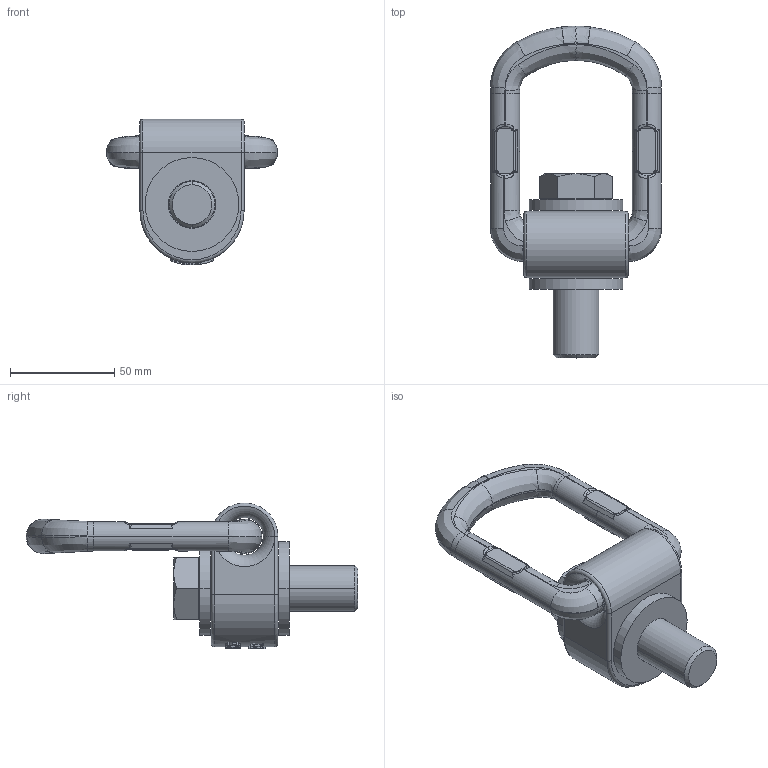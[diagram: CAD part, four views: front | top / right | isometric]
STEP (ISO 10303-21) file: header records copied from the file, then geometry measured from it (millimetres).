
FILE_DESCRIPTION((''),'2;1');
FILE_NAME('001-M35280-P-1_ASM','2016-07-01T',('Andreas.Wendler'),(''),'PRO/ENGINEER BY PARAMETRIC TECHNOLOGY CORPORATION, 2011490','PRO/ENGINEER BY PARAMETRIC TECHNOLOGY CORPORATION, 2011490','');
FILE_SCHEMA(('CONFIG_CONTROL_DESIGN'));
Length unit declared in the file: millimetre
Products named in the file (5): 001-M31215-RT1; 001-M31215-RT2; 001-M31215-P12; 001-M33646-P-2_AF0; 001-M35280-P-1_ASM
Assembly tree (4 placements, depth 2):
  001-M35280-P-1_ASM
    001-M31215-RT1
    001-M31215-RT2
    001-M31215-P12
    001-M33646-P-2_AF0
Bounding box: 82 x 159.15 x 70 mm (x, y, z)
Volume: 173406.9 mm3; surface area: 50132 mm2
Topology: 4 solids, 4 shells, 851 faces, 2204 edges, 1390 vertices
Faces by surface type: plane 501, bspline 128, cylinder 102, extrusion 52, torus 44, sphere 16, cone 8
Entity records: 32708 total; most frequent: CARTESIAN_POINT 13321, ORIENTED_EDGE 4408, DIRECTION 3350, EDGE_CURVE 2204, VERTEX_POINT 1390, VECTOR 1282, LINE 1230, AXIS2_PLACEMENT_3D 1034
